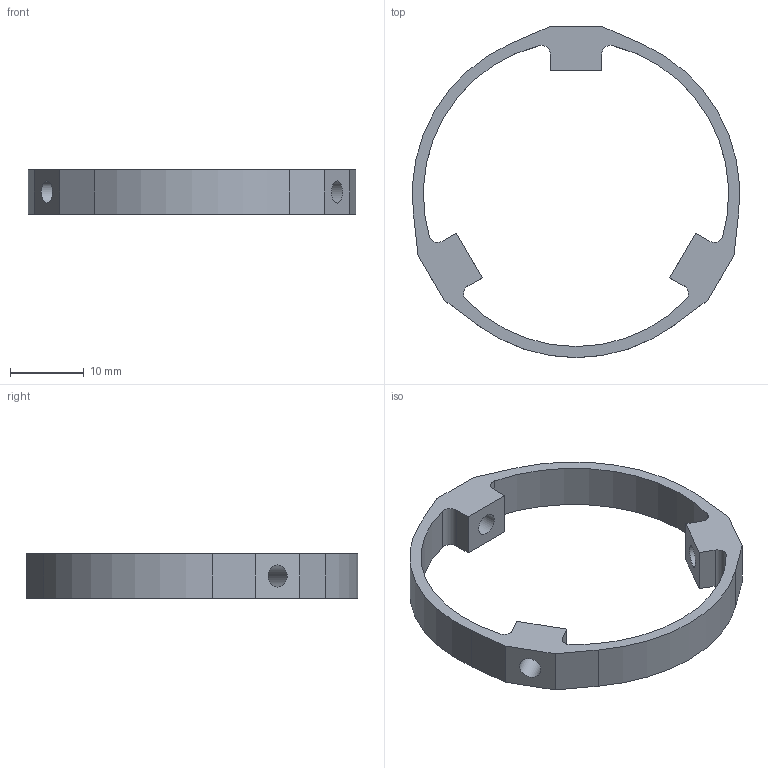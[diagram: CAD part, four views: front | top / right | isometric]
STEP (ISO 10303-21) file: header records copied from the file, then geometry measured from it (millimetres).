
FILE_DESCRIPTION(/* description */ ('STEP AP242','CAx-IF Rec.Pracs.---Representation and Presentation of Product Manufacturing Information (PMI)---4.0---2014-10-13','CAx-IF Rec.Pracs.---3D Tessellated Geometry---0.4---2014-09-14','2;1'),/* implementation_level */ '2;1');
FILE_NAME(/* name */ '63d7de4d03ad56717aa0e84b',/* time_stamp */ '2023-01-30T15:12:14+00:00',/* author */ (''),/* organization */ (''),/* preprocessor_version */ 'ST-DEVELOPER v18.102',/* originating_system */ ' ',/* authorisation */ ' ');
FILE_SCHEMA (('AP242_MANAGED_MODEL_BASED_3D_ENGINEERING_MIM_LF { 1 0 10303 442 1 1 4 }'));
Length unit declared in the file: metre
Products named in the file (1): MP00015_Plate ring
Bounding box: 44.35 x 44.9 x 6 mm (x, y, z)
Volume: 1721.5 mm3; surface area: 2472.4 mm2
Topology: 1 solids, 1 shells, 35 faces, 99 edges, 66 vertices
Faces by surface type: plane 20, cylinder 15
Full cylindrical faces by diameter (mm): 3 x3
Entity records: 1166 total; most frequent: DIRECTION 198, CARTESIAN_POINT 198, ORIENTED_EDGE 192, EDGE_CURVE 96, LINE 66, VECTOR 66, VERTEX_POINT 66, AXIS2_PLACEMENT_3D 66
